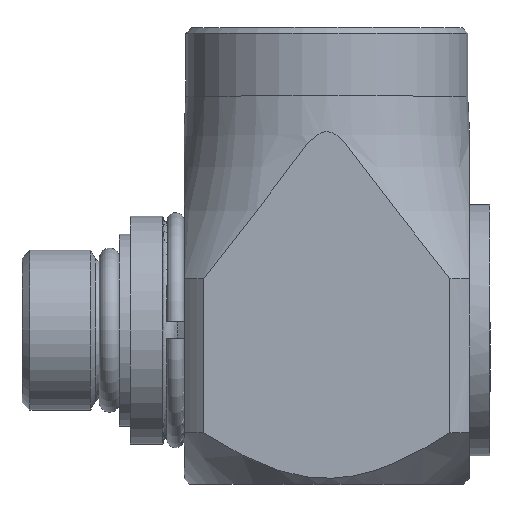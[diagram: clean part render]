
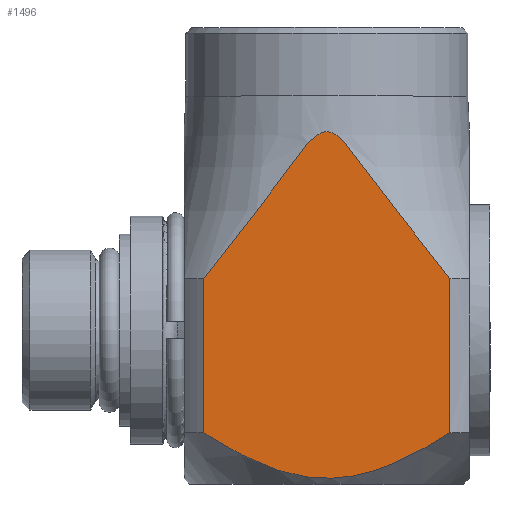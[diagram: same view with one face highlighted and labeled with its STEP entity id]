
A CAD part, top view. The second image highlights one B-rep face of the part: STEP entity #1496.
In plain terms, the highlighted planar face has unit normal (0, 0, 1).
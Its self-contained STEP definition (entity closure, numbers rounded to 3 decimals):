
#52=LINE('',#2255,#94);
#53=LINE('',#2281,#95);
#94=VECTOR('',#1892,1000.);
#95=VECTOR('',#1893,1000.);
#148=B_SPLINE_CURVE_WITH_KNOTS('',3,(#2244,#2245,#2246,#2247,#2248,#2249,
#2250,#2251,#2252),.UNSPECIFIED.,.F.,.F.,(4,1,1,1,1,1,4),(0.016,
0.022,0.024,0.027,0.03,
0.033,0.039),.UNSPECIFIED.);
#149=B_SPLINE_CURVE_WITH_KNOTS('',3,(#2257,#2258,#2259,#2260,#2261,#2262,
#2263,#2264,#2265,#2266,#2267,#2268,#2269,#2270,#2271,#2272,#2273,#2274,
#2275,#2276,#2277,#2278,#2279),.UNSPECIFIED.,.F.,.F.,(4,1,1,1,1,1,1,1,1,
1,1,1,1,1,1,1,1,1,1,1,4),(0.415,0.42,0.422,
0.424,0.426,0.428,0.429,
0.43,0.431,0.432,0.432,
0.433,0.433,0.435,0.436,
0.437,0.439,0.441,0.443,
0.445,0.449),.UNSPECIFIED.);
#351=ORIENTED_EDGE('',*,*,#517,.F.);
#352=ORIENTED_EDGE('',*,*,#518,.F.);
#353=ORIENTED_EDGE('',*,*,#519,.F.);
#354=ORIENTED_EDGE('',*,*,#520,.F.);
#517=EDGE_CURVE('',#622,#623,#148,.F.);
#518=EDGE_CURVE('',#624,#622,#52,.T.);
#519=EDGE_CURVE('',#625,#624,#149,.T.);
#520=EDGE_CURVE('',#623,#625,#53,.F.);
#622=VERTEX_POINT('',#2253);
#623=VERTEX_POINT('',#2254);
#624=VERTEX_POINT('',#2256);
#625=VERTEX_POINT('',#2280);
#784=EDGE_LOOP('',(#351,#352,#353,#354));
#889=FACE_BOUND('',#784,.T.);
#942=PLANE('',#1621);
#1496=ADVANCED_FACE('',(#889),#942,.F.);
#1621=AXIS2_PLACEMENT_3D('',#2243,#1890,#1891);
#1890=DIRECTION('',(0.,0.,-1.));
#1891=DIRECTION('',(-1.,0.,0.));
#1892=DIRECTION('',(0.,-1.,0.));
#1893=DIRECTION('',(0.,-1.,0.));
#2243=CARTESIAN_POINT('',(1.,-13.5,12.5));
#2244=CARTESIAN_POINT('',(-22.27,-9.,12.5));
#2245=CARTESIAN_POINT('',(-20.647,-10.06,12.5));
#2246=CARTESIAN_POINT('',(-18.113,-11.529,12.5));
#2247=CARTESIAN_POINT('',(-14.408,-12.767,12.5));
#2248=CARTESIAN_POINT('',(-11.504,-13.117,12.5));
#2249=CARTESIAN_POINT('',(-8.572,-12.764,12.5));
#2250=CARTESIAN_POINT('',(-4.868,-11.518,12.5));
#2251=CARTESIAN_POINT('',(-2.342,-10.053,12.5));
#2252=CARTESIAN_POINT('',(-0.73,-9.,12.5));
#2253=CARTESIAN_POINT('',(-0.73,-9.,12.5));
#2254=CARTESIAN_POINT('',(-22.27,-9.,12.5));
#2255=CARTESIAN_POINT('',(-0.73,-15.,12.5));
#2256=CARTESIAN_POINT('',(-0.73,4.5,12.5));
#2257=CARTESIAN_POINT('',(-22.27,4.5,12.5));
#2258=CARTESIAN_POINT('',(-21.361,5.567,12.5));
#2259=CARTESIAN_POINT('',(-20.043,7.209,12.5));
#2260=CARTESIAN_POINT('',(-18.35,9.458,12.5));
#2261=CARTESIAN_POINT('',(-17.105,11.168,12.5));
#2262=CARTESIAN_POINT('',(-15.873,12.888,12.5));
#2263=CARTESIAN_POINT('',(-14.84,14.317,12.5));
#2264=CARTESIAN_POINT('',(-13.981,15.436,12.5));
#2265=CARTESIAN_POINT('',(-13.3,16.247,12.5));
#2266=CARTESIAN_POINT('',(-12.676,16.867,12.5));
#2267=CARTESIAN_POINT('',(-12.082,17.252,12.5));
#2268=CARTESIAN_POINT('',(-11.556,17.402,12.5));
#2269=CARTESIAN_POINT('',(-11.015,17.298,12.5));
#2270=CARTESIAN_POINT('',(-10.397,16.932,12.5));
#2271=CARTESIAN_POINT('',(-9.757,16.311,12.5));
#2272=CARTESIAN_POINT('',(-9.073,15.503,12.5));
#2273=CARTESIAN_POINT('',(-8.206,14.379,12.5));
#2274=CARTESIAN_POINT('',(-7.167,12.944,12.5));
#2275=CARTESIAN_POINT('',(-5.929,11.215,12.5));
#2276=CARTESIAN_POINT('',(-4.678,9.496,12.5));
#2277=CARTESIAN_POINT('',(-2.973,7.229,12.5));
#2278=CARTESIAN_POINT('',(-1.644,5.573,12.5));
#2279=CARTESIAN_POINT('',(-0.73,4.5,12.5));
#2280=CARTESIAN_POINT('',(-22.27,4.5,12.5));
#2281=CARTESIAN_POINT('',(-22.27,-15.,12.5));
